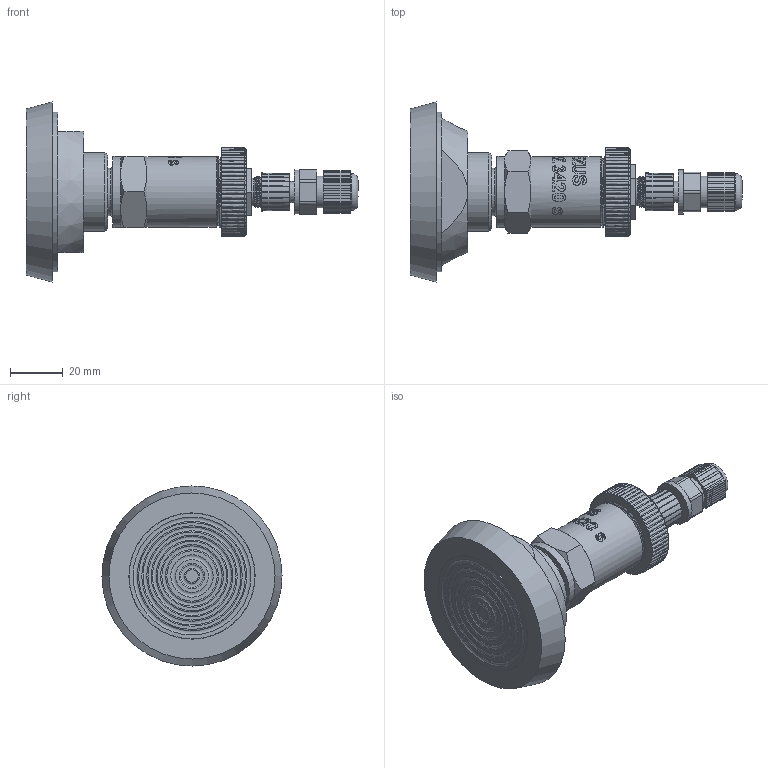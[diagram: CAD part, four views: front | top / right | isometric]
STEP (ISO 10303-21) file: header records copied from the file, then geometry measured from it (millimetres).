
FILE_DESCRIPTION(/* description */ (''),/* implementation_level */ '2;1');
FILE_NAME(/* name */ 'APZ3420s_TapperDN50_4.step',/* time_stamp */ '2021-07-08T14:11:31+03:00',/* author */ (''),/* organization */ (''),/* preprocessor_version */ 'ST-DEVELOPER v18.1',/* originating_system */ 'Autodesk Translation Framework v10.9.0.1377',/* authorisation */ '');
FILE_SCHEMA (('AUTOMOTIVE_DESIGN { 1 0 10303 214 3 1 1 }'));
Products named in the file (7): АПЗ 3420S заполненная; OMAL nut M27x1.5; M12x1 male; Ш100.000.002; M12x1 female straight; G1\2EN; Tapper socket DN50 diaphragm 48 v2 (1)
Assembly tree (6 placements, depth 2):
  АПЗ 3420S заполненная
    OMAL nut M27x1.5
    M12x1 male
    Ш100.000.002
    M12x1 female straight
    G1\2EN
    Tapper socket DN50 diaphragm 48 v2 (1)
Bounding box: 126.22 x 68.5 x 68.5 mm (x, y, z)
Volume: 103474.9 mm3; surface area: 33112 mm2
Topology: 18 solids, 18 shells, 1029 faces, 2806 edges, 1873 vertices
Faces by surface type: bspline 499, plane 291, cylinder 163, cone 55, torus 21
Full cylindrical faces by diameter (mm): 1 x12, 1.5 x4, 2 x1, 3 x1, 3.3 x1, 5 x1, 6 x3, 7 x1, 7.3 x1, 8 x3, 8.2 x1, 10.293 x1, 10.6 x2, 10.741 x6, 11.884 x5, 12 x1, 14 x2, 14.137 x4, 14.526 x3, 15.85 x3, 16.203 x3, 16.7 x1, 17 x1, 17.5 x1, 18 x1, 18.631 x7, 20.955 x7, 21.4 x2, 22 x1, 22.3 x1
Entity records: 62685 total; most frequent: CARTESIAN_POINT 40388, ORIENTED_EDGE 5612, DIRECTION 2865, EDGE_CURVE 2806, VERTEX_POINT 1873, B_SPLINE_CURVE_WITH_KNOTS 1313, EDGE_LOOP 1107, LINE 1031
